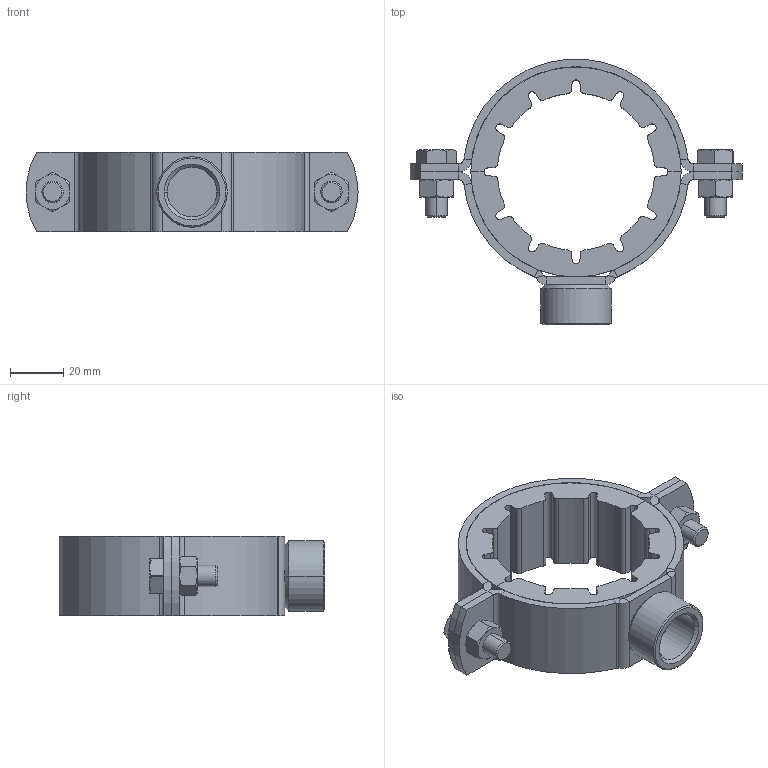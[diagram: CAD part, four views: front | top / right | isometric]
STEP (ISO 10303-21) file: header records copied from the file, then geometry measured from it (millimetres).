
FILE_DESCRIPTION (( 'STEP AP203' ), '1' );
FILE_NAME ('51.826.STEP', '2019-11-21T16:24:42', ( '' ), ( '' ), 'SwSTEP 2.0', 'SolidWorks 2019', '' );
FILE_SCHEMA (( 'CONFIG_CONTROL_DESIGN' ));
Length unit declared in the file: millimetre
Products named in the file (8): 1000003419_07 - Gr. 59-62 - H-17107.007; 51.826; 1000003262; 1000003425_07 - Gr. 59-62 - H-17108.607; 1000003390_07 - Gr. 59-62 - H- 17106.007; 1000003450; 1000003484; 1000003486
Assembly tree (10 placements, depth 3):
  51.826
    1000003425_07 - Gr. 59-62 - H-17108.607
      1000003419_07 - Gr. 59-62 - H-17107.007
      1000003262
    1000003390_07 - Gr. 59-62 - H- 17106.007
    1000003450  x2
    1000003484  x2
    1000003486  x2
Bounding box: 125 x 99.84 x 30 mm (x, y, z)
Volume: 97467.2 mm3; surface area: 47976.3 mm2
Topology: 9 solids, 9 shells, 306 faces, 726 edges, 440 vertices
Faces by surface type: cylinder 122, plane 122, cone 62
Entity records: 6647 total; most frequent: CARTESIAN_POINT 1129, DIRECTION 1045, ORIENTED_EDGE 914, EDGE_CURVE 457, AXIS2_PLACEMENT_3D 412, VERTEX_POINT 272, VECTOR 221, LINE 221
